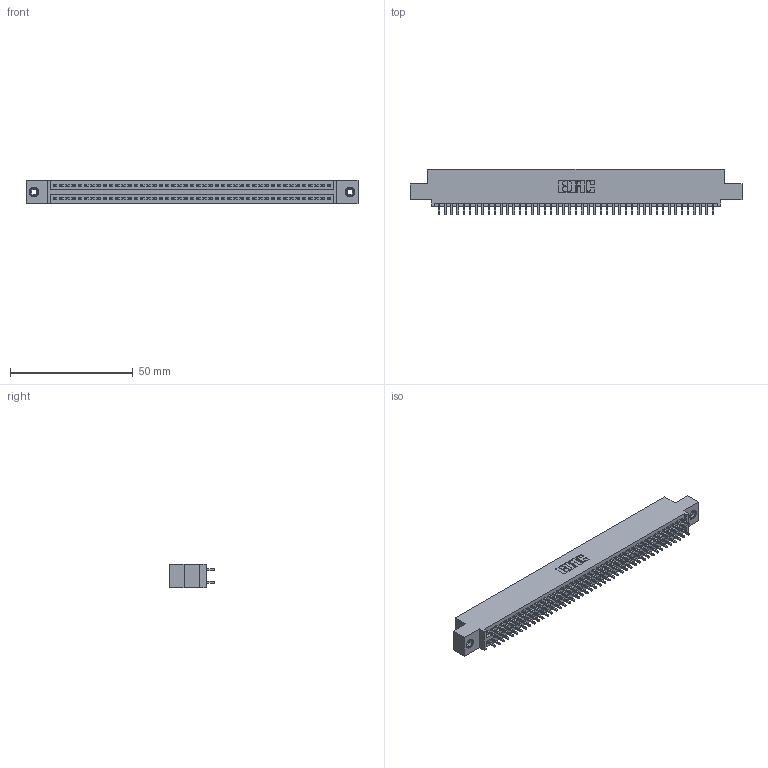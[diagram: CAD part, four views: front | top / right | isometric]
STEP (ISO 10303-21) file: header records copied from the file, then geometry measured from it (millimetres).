
FILE_DESCRIPTION (( 'STEP AP203' ), '1' );
FILE_NAME ('395-090-521-508.STEP', '2018-11-29T02:37:23', ( '' ), ( '' ), 'SwSTEP 2.0', 'SolidWorks 2016', '' );
FILE_SCHEMA (( 'CONFIG_CONTROL_DESIGN' ));
Length unit declared in the file: inch
Products named in the file (4): 345-292-001_345-293-121; 345-250-001_345-250-003-102; 345 Part_0.110 Offset - 0.156 Dia-TI; 395-090-521-508
Assembly tree (93 placements, depth 2):
  395-090-521-508
    345 Part_0.110 Offset - 0.156 Dia-TI
    345-292-001_345-293-121  x90
    345-250-001_345-250-003-102  x2
Bounding box: 135.51 x 18.72 x 9.4 mm (x, y, z)
Volume: 13074.7 mm3; surface area: 19251.9 mm2
Topology: 93 solids, 93 shells, 4690 faces, 13899 edges, 9138 vertices
Faces by surface type: plane 3086, cylinder 1588, cone 12, torus 4
Entity records: 36240 total; most frequent: CARTESIAN_POINT 6055, ORIENTED_EDGE 5982, DIRECTION 5361, EDGE_CURVE 2991, VECTOR 2659, LINE 2659, VERTEX_POINT 1988, AXIS2_PLACEMENT_3D 1351
